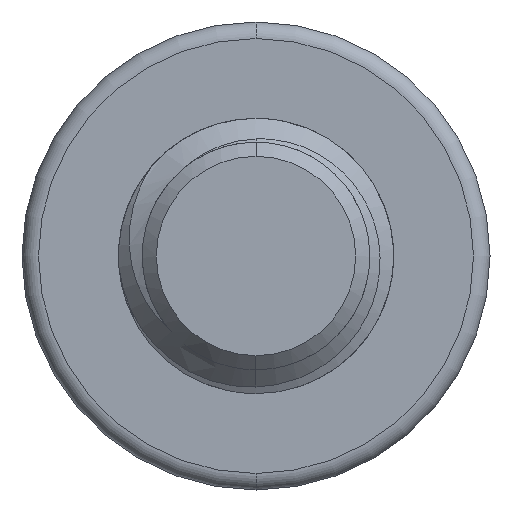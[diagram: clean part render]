
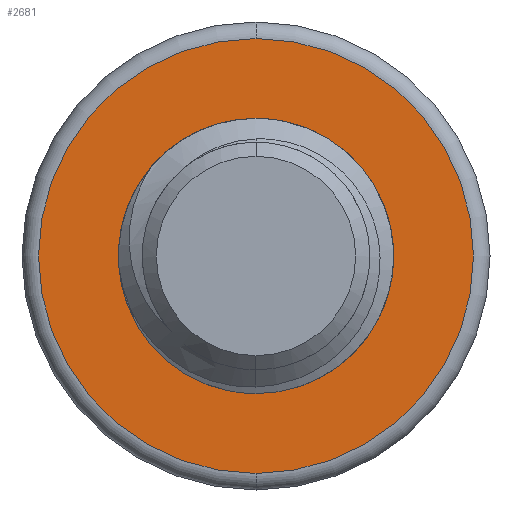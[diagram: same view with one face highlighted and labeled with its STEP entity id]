
A CAD part, front view. The second image highlights one B-rep face of the part: STEP entity #2681.
In plain terms, the highlighted planar face has unit normal (0, -1, 0).
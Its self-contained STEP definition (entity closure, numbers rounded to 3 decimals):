
#52 = FACE_OUTER_BOUND ( 'NONE', #7022, .T. ) ;
#130 = DIRECTION ( 'NONE',  ( 0., -1., 0. ) ) ;
#142 = DIRECTION ( 'NONE',  ( 0., -1., 0. ) ) ;
#604 = FACE_BOUND ( 'NONE', #5906, .T. ) ;
#644 = ORIENTED_EDGE ( 'NONE', *, *, #4583, .T. ) ;
#702 = CARTESIAN_POINT ( 'NONE',  ( 0., 140., 2.5 ) ) ;
#790 = AXIS2_PLACEMENT_3D ( 'NONE', #2275, #6126, #6742 ) ;
#1060 = DIRECTION ( 'NONE',  ( 0., 1., 0. ) ) ;
#1247 = CARTESIAN_POINT ( 'NONE',  ( 0., 140., 0. ) ) ;
#1287 = EDGE_CURVE ( 'NONE', #5543, #3058, #5741, .T. ) ;
#1513 = VERTEX_POINT ( 'NONE', #4973 ) ;
#1688 = CARTESIAN_POINT ( 'NONE',  ( 0., 140., 0. ) ) ;
#1955 = AXIS2_PLACEMENT_3D ( 'NONE', #5131, #130, #2994 ) ;
#2141 = DIRECTION ( 'NONE',  ( 0., 0., 1. ) ) ;
#2275 = CARTESIAN_POINT ( 'NONE',  ( 0., 140., 0. ) ) ;
#2491 = ORIENTED_EDGE ( 'NONE', *, *, #3198, .T. ) ;
#2496 = DIRECTION ( 'NONE',  ( 0., 0., 1. ) ) ;
#2681 = ADVANCED_FACE ( 'NONE', ( #52, #604 ), #4541, .F. ) ;
#2994 = DIRECTION ( 'NONE',  ( 0., 0., 1. ) ) ;
#3058 = VERTEX_POINT ( 'NONE', #3553 ) ;
#3188 = CARTESIAN_POINT ( 'NONE',  ( 0., 140., 0. ) ) ;
#3198 = EDGE_CURVE ( 'NONE', #3058, #5543, #3578, .T. ) ;
#3549 = CARTESIAN_POINT ( 'NONE',  ( 0., 140., -3.95 ) ) ;
#3553 = CARTESIAN_POINT ( 'NONE',  ( 0., 140., -2.5 ) ) ;
#3578 = CIRCLE ( 'NONE', #4877, 2.5 ) ;
#3622 = DIRECTION ( 'NONE',  ( 0., 1., 0. ) ) ;
#3626 = AXIS2_PLACEMENT_3D ( 'NONE', #1688, #1060, #2141 ) ;
#3801 = EDGE_CURVE ( 'NONE', #5256, #1513, #4646, .T. ) ;
#4059 = ORIENTED_EDGE ( 'NONE', *, *, #3801, .T. ) ;
#4541 = PLANE ( 'NONE',  #790 ) ;
#4543 = AXIS2_PLACEMENT_3D ( 'NONE', #1247, #142, #6695 ) ;
#4583 = EDGE_CURVE ( 'NONE', #1513, #5256, #5346, .T. ) ;
#4646 = CIRCLE ( 'NONE', #1955, 3.95 ) ;
#4877 = AXIS2_PLACEMENT_3D ( 'NONE', #3188, #3622, #2496 ) ;
#4973 = CARTESIAN_POINT ( 'NONE',  ( 0., 140., 3.95 ) ) ;
#5131 = CARTESIAN_POINT ( 'NONE',  ( 0., 140., 0. ) ) ;
#5256 = VERTEX_POINT ( 'NONE', #3549 ) ;
#5346 = CIRCLE ( 'NONE', #4543, 3.95 ) ;
#5543 = VERTEX_POINT ( 'NONE', #702 ) ;
#5741 = CIRCLE ( 'NONE', #3626, 2.5 ) ;
#5906 = EDGE_LOOP ( 'NONE', ( #2491, #6725 ) ) ;
#6126 = DIRECTION ( 'NONE',  ( 0., 1., 0. ) ) ;
#6695 = DIRECTION ( 'NONE',  ( 0., 0., 1. ) ) ;
#6725 = ORIENTED_EDGE ( 'NONE', *, *, #1287, .T. ) ;
#6742 = DIRECTION ( 'NONE',  ( 0., 0., 1. ) ) ;
#7022 = EDGE_LOOP ( 'NONE', ( #644, #4059 ) ) ;
